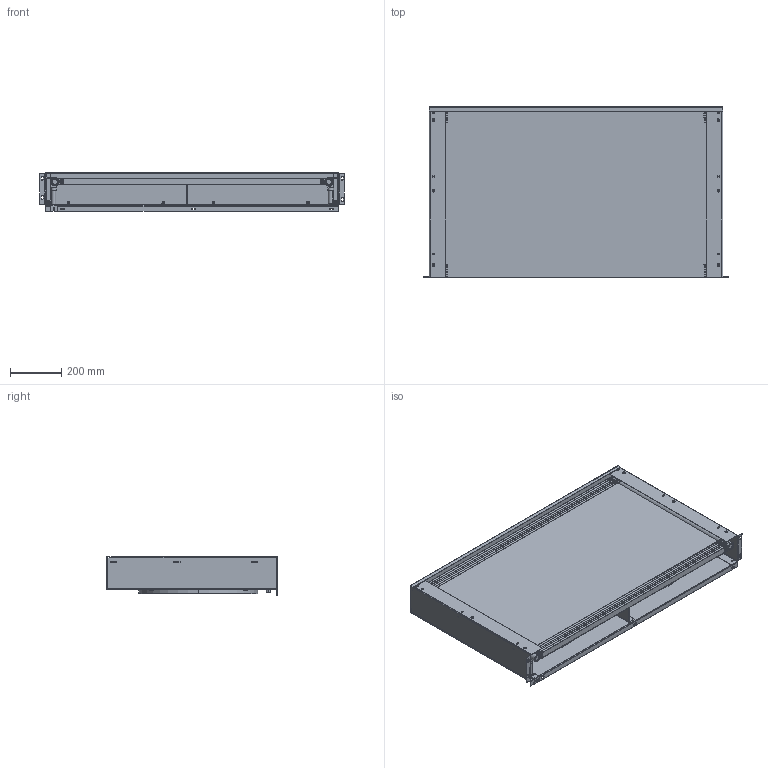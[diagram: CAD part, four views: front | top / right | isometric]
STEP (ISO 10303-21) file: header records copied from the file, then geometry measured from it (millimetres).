
FILE_DESCRIPTION((''),'2;1');
FILE_NAME('119-7993_ASM','2024-12-03T13:47:16',('U434391'),('DANFOSS COMMERCIAL COMPRESSOR'),'CREO PARAMETRIC BY PTC INC, 2022124','CREO PARAMETRIC BY PTC INC, 2022124','');
FILE_SCHEMA(('CONFIG_CONTROL_DESIGN'));
Length unit declared in the file: millimetre
Products named in the file (9): 191U124607P01_01; 191U124607P01_02; 191U124607P01_ASM; 191U124607P02; 191U124607P03; 191U124607P04; 193U5105; 021Z0645; 119-7993_ASM
Assembly tree (17 placements, depth 3):
  119-7993_ASM
    191U124607P01_ASM
      191U124607P01_01
      191U124607P01_02
    191U124607P02
    191U124607P03
    191U124607P04
    193U5105  x10
    021Z0645
Bounding box: 1189.1 x 664.78 x 151.32 mm (x, y, z)
Volume: 18477748 mm3; surface area: 4355960.2 mm2
Topology: 16 solids, 251 shells, 1403 faces, 3884 edges, 2697 vertices
Faces by surface type: plane 872, cylinder 383, cone 84, torus 60, bspline 4
Entity records: 38191 total; most frequent: CARTESIAN_POINT 7444, DIRECTION 6488, ORIENTED_EDGE 5381, EDGE_CURVE 3362, VECTOR 2506, LINE 2506, VERTEX_POINT 2373, AXIS2_PLACEMENT_3D 1991
